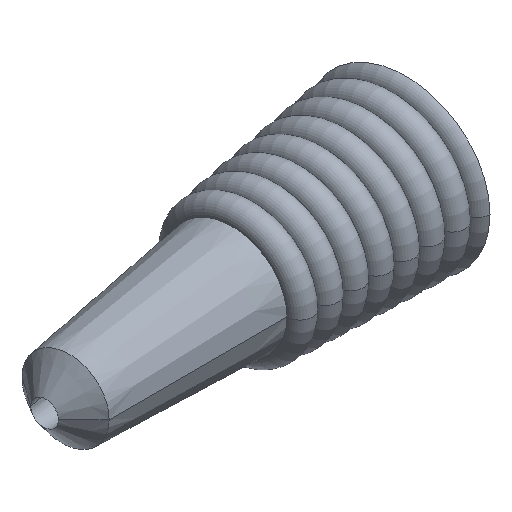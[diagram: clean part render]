
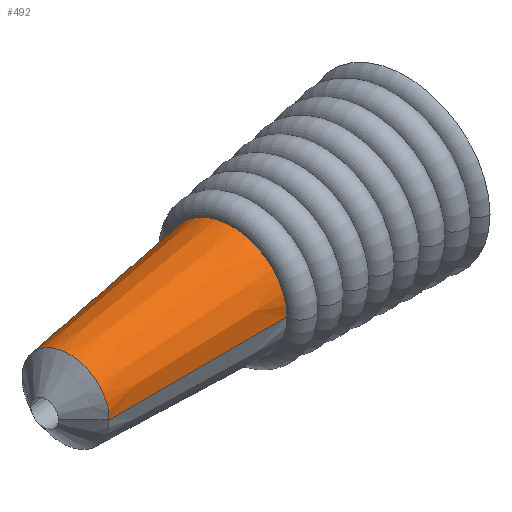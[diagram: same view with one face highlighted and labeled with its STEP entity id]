
A CAD part, isometric view. The second image highlights one B-rep face of the part: STEP entity #492.
In plain terms, the highlighted conical face has half-angle 5 degrees and reference radius 10.054 mm.
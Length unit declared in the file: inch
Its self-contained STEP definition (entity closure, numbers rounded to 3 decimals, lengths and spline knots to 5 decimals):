
#7 = LINE ( 'NONE', #404, #252 ) ;
#25 = AXIS2_PLACEMENT_3D ( 'NONE', #534, #343, #393 ) ;
#69 = EDGE_CURVE ( 'NONE', #573, #488, #231, .T. ) ;
#73 = CARTESIAN_POINT ( 'NONE',  ( 0.181, 0.53866, 0. ) ) ;
#86 = ORIENTED_EDGE ( 'NONE', *, *, #624, .F. ) ;
#88 = AXIS2_PLACEMENT_3D ( 'NONE', #525, #318, #227 ) ;
#90 = VERTEX_POINT ( 'NONE', #509 ) ;
#136 = AXIS2_PLACEMENT_3D ( 'NONE', #150, #399, #156 ) ;
#138 = CIRCLE ( 'NONE', #25, 0.39584 ) ;
#150 = CARTESIAN_POINT ( 'NONE',  ( 0.2155, 0.14433, 0. ) ) ;
#156 = DIRECTION ( 'NONE',  ( -0.087, 0.996, 0. ) ) ;
#206 = DIRECTION ( 'NONE',  ( 1., 0., 0. ) ) ;
#224 = VERTEX_POINT ( 'NONE', #298 ) ;
#227 = DIRECTION ( 'NONE',  ( 0.087, -0.996, 0. ) ) ;
#228 = LINE ( 'NONE', #73, #453 ) ;
#231 = CIRCLE ( 'NONE', #88, 0.54836 ) ;
#252 = VECTOR ( 'NONE', #206, 39.37008 ) ;
#281 = CONICAL_SURFACE ( 'NONE', #136, 0.39584, 0.087 ) ;
#288 = ORIENTED_EDGE ( 'NONE', *, *, #69, .T. ) ;
#298 = CARTESIAN_POINT ( 'NONE',  ( 0.181, 0.53866, 0. ) ) ;
#318 = DIRECTION ( 'NONE',  ( -0.996, -0.087, 0. ) ) ;
#321 = DIRECTION ( 'NONE',  ( 0.985, 0.174, 0. ) ) ;
#331 = EDGE_LOOP ( 'NONE', ( #581, #388, #288, #86 ) ) ;
#343 = DIRECTION ( 'NONE',  ( -0.996, -0.087, 0. ) ) ;
#357 = CARTESIAN_POINT ( 'NONE',  ( 1.90441, 0.84255, 0. ) ) ;
#388 = ORIENTED_EDGE ( 'NONE', *, *, #536, .T. ) ;
#393 = DIRECTION ( 'NONE',  ( 0.087, -0.996, 0. ) ) ;
#399 = DIRECTION ( 'NONE',  ( 0.996, 0.087, 0. ) ) ;
#404 = CARTESIAN_POINT ( 'NONE',  ( 0.25, -0.25, 0. ) ) ;
#408 = EDGE_CURVE ( 'NONE', #90, #224, #138, .T. ) ;
#453 = VECTOR ( 'NONE', #321, 39.37008 ) ;
#488 = VERTEX_POINT ( 'NONE', #357 ) ;
#492 = ADVANCED_FACE ( 'NONE', ( #501 ), #281, .T. ) ;
#501 = FACE_OUTER_BOUND ( 'NONE', #331, .T. ) ;
#509 = CARTESIAN_POINT ( 'NONE',  ( 0.25, -0.25, 0. ) ) ;
#525 = CARTESIAN_POINT ( 'NONE',  ( 1.95221, 0.29627, 0. ) ) ;
#534 = CARTESIAN_POINT ( 'NONE',  ( 0.2155, 0.14433, 0. ) ) ;
#536 = EDGE_CURVE ( 'NONE', #90, #573, #7, .T. ) ;
#571 = CARTESIAN_POINT ( 'NONE',  ( 2., -0.25, 0. ) ) ;
#573 = VERTEX_POINT ( 'NONE', #571 ) ;
#581 = ORIENTED_EDGE ( 'NONE', *, *, #408, .F. ) ;
#624 = EDGE_CURVE ( 'NONE', #224, #488, #228, .T. ) ;
